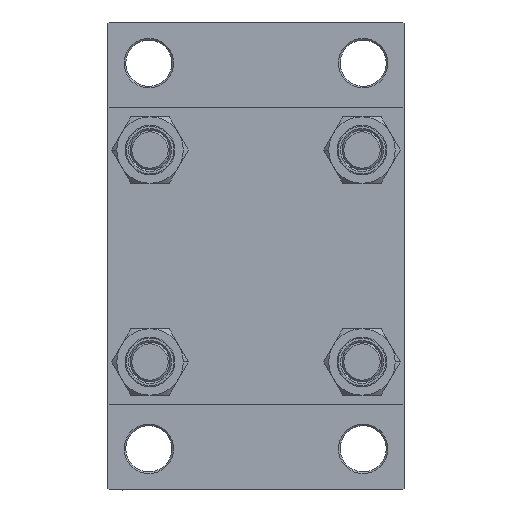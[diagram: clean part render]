
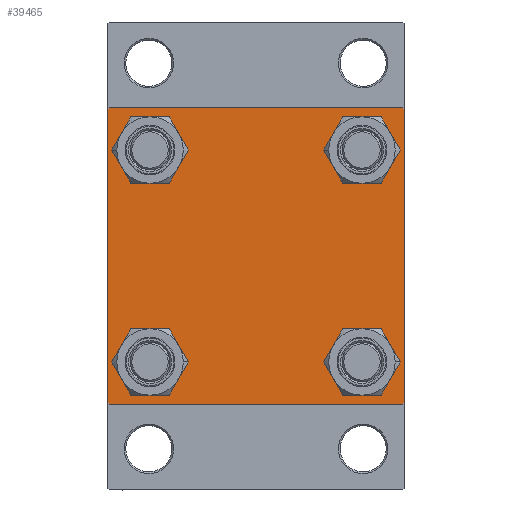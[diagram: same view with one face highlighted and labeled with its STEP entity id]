
A CAD part, left-side view. The second image highlights one B-rep face of the part: STEP entity #39465.
In plain terms, the highlighted planar face has unit normal (-1, 0, 0).
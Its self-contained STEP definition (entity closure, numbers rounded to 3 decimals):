
#598 = DIRECTION ( 'NONE',  ( 0., 0., -1. ) ) ;
#1010 = DIRECTION ( 'NONE',  ( 0., -1., 0. ) ) ;
#1067 = CARTESIAN_POINT ( 'NONE',  ( 0., 32.15, 32.15 ) ) ;
#1439 = ORIENTED_EDGE ( 'NONE', *, *, #25131, .T. ) ;
#1927 = EDGE_LOOP ( 'NONE', ( #23260, #39118 ) ) ;
#2337 = AXIS2_PLACEMENT_3D ( 'NONE', #1067, #41354, #16176 ) ;
#3536 = EDGE_LOOP ( 'NONE', ( #42552, #39979 ) ) ;
#3623 = ORIENTED_EDGE ( 'NONE', *, *, #11502, .T. ) ;
#4075 = EDGE_LOOP ( 'NONE', ( #34634, #28511 ) ) ;
#4429 = CARTESIAN_POINT ( 'NONE',  ( 0., 32.15, 32.15 ) ) ;
#4460 = CARTESIAN_POINT ( 'NONE',  ( 0., -32.15, 38.65 ) ) ;
#4690 = VERTEX_POINT ( 'NONE', #45828 ) ;
#4752 = CARTESIAN_POINT ( 'NONE',  ( 0., 44.5, -45. ) ) ;
#4858 = LINE ( 'NONE', #34355, #17368 ) ;
#5142 = AXIS2_PLACEMENT_3D ( 'NONE', #15005, #29622, #22217 ) ;
#5781 = CARTESIAN_POINT ( 'NONE',  ( 0., -32.15, -32.15 ) ) ;
#5994 = AXIS2_PLACEMENT_3D ( 'NONE', #15646, #22602, #11811 ) ;
#6032 = CIRCLE ( 'NONE', #30540, 6.5 ) ;
#6116 = CARTESIAN_POINT ( 'NONE',  ( 0., 45., 44.5 ) ) ;
#6253 = DIRECTION ( 'NONE',  ( 1., 0., 0. ) ) ;
#7197 = DIRECTION ( 'NONE',  ( 0., 0., 1. ) ) ;
#7602 = VECTOR ( 'NONE', #18878, 1000. ) ;
#7753 = CARTESIAN_POINT ( 'NONE',  ( 0., -32.15, -25.65 ) ) ;
#7903 = CIRCLE ( 'NONE', #40045, 6.5 ) ;
#8546 = DIRECTION ( 'NONE',  ( 0., 0., 1. ) ) ;
#8565 = CARTESIAN_POINT ( 'NONE',  ( 0., -45., 45. ) ) ;
#9435 = CARTESIAN_POINT ( 'NONE',  ( 0., 45., -44.5 ) ) ;
#10414 = CARTESIAN_POINT ( 'NONE',  ( 0., 32.15, -32.15 ) ) ;
#11281 = CARTESIAN_POINT ( 'NONE',  ( 0., -32.15, 32.15 ) ) ;
#11315 = EDGE_CURVE ( 'NONE', #23878, #28140, #12930, .T. ) ;
#11502 = EDGE_CURVE ( 'NONE', #19274, #28193, #44533, .T. ) ;
#11637 = CARTESIAN_POINT ( 'NONE',  ( 0., 45., 45. ) ) ;
#11811 = DIRECTION ( 'NONE',  ( 0., 0., 1. ) ) ;
#11872 = LINE ( 'NONE', #42475, #35499 ) ;
#12151 = PLANE ( 'NONE',  #41302 ) ;
#12254 = EDGE_CURVE ( 'NONE', #29693, #19274, #41766, .T. ) ;
#12930 = LINE ( 'NONE', #16056, #33660 ) ;
#13223 = AXIS2_PLACEMENT_3D ( 'NONE', #5781, #6253, #24259 ) ;
#13234 = EDGE_CURVE ( 'NONE', #13666, #39452, #28213, .T. ) ;
#13666 = VERTEX_POINT ( 'NONE', #34593 ) ;
#14528 = ORIENTED_EDGE ( 'NONE', *, *, #18959, .F. ) ;
#14829 = EDGE_LOOP ( 'NONE', ( #31926, #1439, #46181, #3623, #14528, #17481, #38034, #19402 ) ) ;
#14863 = EDGE_CURVE ( 'NONE', #45355, #28140, #26646, .T. ) ;
#14971 = DIRECTION ( 'NONE',  ( 1., 0., 0. ) ) ;
#15005 = CARTESIAN_POINT ( 'NONE',  ( 0., -32.15, 32.15 ) ) ;
#15507 = FACE_BOUND ( 'NONE', #3536, .T. ) ;
#15646 = CARTESIAN_POINT ( 'NONE',  ( 0., -32.15, -32.15 ) ) ;
#15663 = DIRECTION ( 'NONE',  ( 0., 0.707, -0.707 ) ) ;
#15696 = VERTEX_POINT ( 'NONE', #18978 ) ;
#15715 = DIRECTION ( 'NONE',  ( 0., 0., 1. ) ) ;
#16056 = CARTESIAN_POINT ( 'NONE',  ( 0., -44.75, 44.75 ) ) ;
#16176 = DIRECTION ( 'NONE',  ( 0., 0., 1. ) ) ;
#17340 = VERTEX_POINT ( 'NONE', #6116 ) ;
#17368 = VECTOR ( 'NONE', #15663, 1000. ) ;
#17481 = ORIENTED_EDGE ( 'NONE', *, *, #11315, .T. ) ;
#17990 = VERTEX_POINT ( 'NONE', #32546 ) ;
#18424 = EDGE_CURVE ( 'NONE', #45850, #15696, #33766, .T. ) ;
#18633 = DIRECTION ( 'NONE',  ( -1., 0., 0. ) ) ;
#18748 = CARTESIAN_POINT ( 'NONE',  ( 0., 32.15, 25.65 ) ) ;
#18878 = DIRECTION ( 'NONE',  ( 0., -0.707, 0.707 ) ) ;
#18884 = CIRCLE ( 'NONE', #26558, 6.5 ) ;
#18947 = ORIENTED_EDGE ( 'NONE', *, *, #18424, .T. ) ;
#18959 = EDGE_CURVE ( 'NONE', #23878, #28193, #41653, .T. ) ;
#18978 = CARTESIAN_POINT ( 'NONE',  ( 0., 32.15, 38.65 ) ) ;
#19224 = VECTOR ( 'NONE', #43892, 1000. ) ;
#19274 = VERTEX_POINT ( 'NONE', #34227 ) ;
#19348 = FACE_OUTER_BOUND ( 'NONE', #14829, .T. ) ;
#19402 = ORIENTED_EDGE ( 'NONE', *, *, #34113, .T. ) ;
#19687 = CARTESIAN_POINT ( 'NONE',  ( 0., 45., 45. ) ) ;
#19787 = LINE ( 'NONE', #11637, #40182 ) ;
#22002 = CIRCLE ( 'NONE', #5142, 6.5 ) ;
#22217 = DIRECTION ( 'NONE',  ( 0., 0., 1. ) ) ;
#22469 = CARTESIAN_POINT ( 'NONE',  ( 0., 0., 0. ) ) ;
#22602 = DIRECTION ( 'NONE',  ( 1., 0., 0. ) ) ;
#23104 = CARTESIAN_POINT ( 'NONE',  ( 0., -45., -44.5 ) ) ;
#23124 = EDGE_CURVE ( 'NONE', #29932, #44269, #43061, .T. ) ;
#23260 = ORIENTED_EDGE ( 'NONE', *, *, #23124, .T. ) ;
#23878 = VERTEX_POINT ( 'NONE', #43068 ) ;
#24259 = DIRECTION ( 'NONE',  ( 0., 0., 1. ) ) ;
#25131 = EDGE_CURVE ( 'NONE', #40434, #29693, #11872, .T. ) ;
#25331 = DIRECTION ( 'NONE',  ( 0., 0., 1. ) ) ;
#26558 = AXIS2_PLACEMENT_3D ( 'NONE', #4429, #44726, #25331 ) ;
#26646 = LINE ( 'NONE', #19687, #45128 ) ;
#26692 = CIRCLE ( 'NONE', #5994, 6.5 ) ;
#26787 = FACE_BOUND ( 'NONE', #4075, .T. ) ;
#27977 = EDGE_CURVE ( 'NONE', #17990, #4690, #7903, .T. ) ;
#28140 = VERTEX_POINT ( 'NONE', #28145 ) ;
#28145 = CARTESIAN_POINT ( 'NONE',  ( 0., -44.5, 45. ) ) ;
#28193 = VERTEX_POINT ( 'NONE', #23104 ) ;
#28213 = CIRCLE ( 'NONE', #33552, 6.5 ) ;
#28511 = ORIENTED_EDGE ( 'NONE', *, *, #27977, .T. ) ;
#29503 = CARTESIAN_POINT ( 'NONE',  ( 0., -32.15, -38.65 ) ) ;
#29583 = DIRECTION ( 'NONE',  ( 0., 0., 1. ) ) ;
#29622 = DIRECTION ( 'NONE',  ( 1., 0., 0. ) ) ;
#29693 = VERTEX_POINT ( 'NONE', #4752 ) ;
#29726 = DIRECTION ( 'NONE',  ( 1., 0., 0. ) ) ;
#29854 = CARTESIAN_POINT ( 'NONE',  ( 0., 32.15, -32.15 ) ) ;
#29932 = VERTEX_POINT ( 'NONE', #7753 ) ;
#30316 = DIRECTION ( 'NONE',  ( 0., -0.707, -0.707 ) ) ;
#30540 = AXIS2_PLACEMENT_3D ( 'NONE', #10414, #14971, #29583 ) ;
#31926 = ORIENTED_EDGE ( 'NONE', *, *, #31993, .T. ) ;
#31993 = EDGE_CURVE ( 'NONE', #17340, #40434, #19787, .T. ) ;
#32099 = ORIENTED_EDGE ( 'NONE', *, *, #33708, .T. ) ;
#32546 = CARTESIAN_POINT ( 'NONE',  ( 0., 32.15, -38.65 ) ) ;
#33552 = AXIS2_PLACEMENT_3D ( 'NONE', #11281, #29726, #7197 ) ;
#33660 = VECTOR ( 'NONE', #46022, 1000. ) ;
#33708 = EDGE_CURVE ( 'NONE', #15696, #45850, #18884, .T. ) ;
#33766 = CIRCLE ( 'NONE', #2337, 6.5 ) ;
#33864 = CARTESIAN_POINT ( 'NONE',  ( 0., 45., -45. ) ) ;
#34113 = EDGE_CURVE ( 'NONE', #45355, #17340, #4858, .T. ) ;
#34227 = CARTESIAN_POINT ( 'NONE',  ( 0., -44.5, -45. ) ) ;
#34306 = DIRECTION ( 'NONE',  ( 0., -1., 0. ) ) ;
#34355 = CARTESIAN_POINT ( 'NONE',  ( 0., 44.75, 44.75 ) ) ;
#34593 = CARTESIAN_POINT ( 'NONE',  ( 0., -32.15, 25.65 ) ) ;
#34633 = EDGE_CURVE ( 'NONE', #39452, #13666, #22002, .T. ) ;
#34634 = ORIENTED_EDGE ( 'NONE', *, *, #38457, .T. ) ;
#35167 = VECTOR ( 'NONE', #1010, 1000. ) ;
#35499 = VECTOR ( 'NONE', #30316, 1000. ) ;
#36615 = CARTESIAN_POINT ( 'NONE',  ( 0., -44.75, -44.75 ) ) ;
#36813 = DIRECTION ( 'NONE',  ( 1., 0., 0. ) ) ;
#38034 = ORIENTED_EDGE ( 'NONE', *, *, #14863, .F. ) ;
#38457 = EDGE_CURVE ( 'NONE', #4690, #17990, #6032, .T. ) ;
#39118 = ORIENTED_EDGE ( 'NONE', *, *, #41596, .T. ) ;
#39452 = VERTEX_POINT ( 'NONE', #4460 ) ;
#39465 = ADVANCED_FACE ( 'NONE', ( #15507, #44755, #26787, #41156, #19348 ), #12151, .T. ) ;
#39979 = ORIENTED_EDGE ( 'NONE', *, *, #13234, .T. ) ;
#40045 = AXIS2_PLACEMENT_3D ( 'NONE', #29854, #36813, #15715 ) ;
#40182 = VECTOR ( 'NONE', #598, 1000. ) ;
#40434 = VERTEX_POINT ( 'NONE', #9435 ) ;
#41156 = FACE_BOUND ( 'NONE', #44021, .T. ) ;
#41302 = AXIS2_PLACEMENT_3D ( 'NONE', #22469, #18633, #8546 ) ;
#41354 = DIRECTION ( 'NONE',  ( 1., 0., 0. ) ) ;
#41596 = EDGE_CURVE ( 'NONE', #44269, #29932, #26692, .T. ) ;
#41653 = LINE ( 'NONE', #8565, #19224 ) ;
#41766 = LINE ( 'NONE', #33864, #35167 ) ;
#42334 = CARTESIAN_POINT ( 'NONE',  ( 0., 44.5, 45. ) ) ;
#42475 = CARTESIAN_POINT ( 'NONE',  ( 0., 44.75, -44.75 ) ) ;
#42552 = ORIENTED_EDGE ( 'NONE', *, *, #34633, .T. ) ;
#43061 = CIRCLE ( 'NONE', #13223, 6.5 ) ;
#43068 = CARTESIAN_POINT ( 'NONE',  ( 0., -45., 44.5 ) ) ;
#43892 = DIRECTION ( 'NONE',  ( 0., 0., -1. ) ) ;
#44021 = EDGE_LOOP ( 'NONE', ( #32099, #18947 ) ) ;
#44269 = VERTEX_POINT ( 'NONE', #29503 ) ;
#44533 = LINE ( 'NONE', #36615, #7602 ) ;
#44726 = DIRECTION ( 'NONE',  ( 1., 0., 0. ) ) ;
#44755 = FACE_BOUND ( 'NONE', #1927, .T. ) ;
#45128 = VECTOR ( 'NONE', #34306, 1000. ) ;
#45355 = VERTEX_POINT ( 'NONE', #42334 ) ;
#45828 = CARTESIAN_POINT ( 'NONE',  ( 0., 32.15, -25.65 ) ) ;
#45850 = VERTEX_POINT ( 'NONE', #18748 ) ;
#46022 = DIRECTION ( 'NONE',  ( 0., 0.707, 0.707 ) ) ;
#46181 = ORIENTED_EDGE ( 'NONE', *, *, #12254, .T. ) ;
